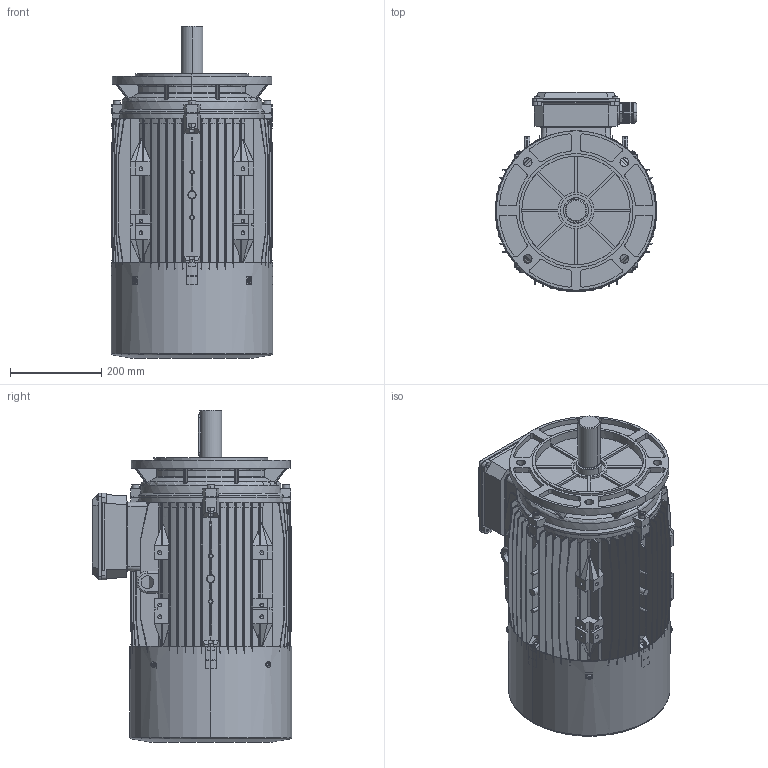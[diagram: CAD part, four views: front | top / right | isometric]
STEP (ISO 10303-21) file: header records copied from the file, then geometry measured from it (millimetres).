
FILE_DESCRIPTION (( 'STEP AP203' ), '1' );
FILE_NAME ('MS180 B5蚾饜芞.STEP', '2015-01-09T05:34:56', ( 'USER' ), ( 'MS' ), 'SwSTEP 2.0', 'SolidWorks 2008', '' );
FILE_SCHEMA (( 'CONFIG_CONTROL_DESIGN' ));
Products named in the file (13): 180风罩_默认; 180后盖_默认; Cross recessed thread forming screws GB_GB_CROSS_SCREWS_TYPE138 M6X12-N; Hexagon socket head cap screws GB_GB_FASTENER_SCREWS_HSHCS M10X55-N; MS180 B5蚾饜芞; 180机壳_默认; 180转轴_默认; 180风叶_默认; MS180-200 新接线盒座_默认; MS180-200 新接线盒盖_默认; 180出线螺杆_默认; 180 B5盖_默认; Hexagon nuts grade C GB_GB_FASTENER_NUT_SNC1 M10-N
Assembly tree (34 placements, depth 2):
  MS180 B5蚾饜芞
    Hexagon nuts grade C GB_GB_FASTENER_NUT_SNC1 M10-N  x8
    Cross recessed thread forming screws GB_GB_CROSS_SCREWS_TYPE138 M6X12-N  x8
    MS180-200 新接线盒盖_默认
    Hexagon socket head cap screws GB_GB_FASTENER_SCREWS_HSHCS M10X55-N  x8
    180机壳_默认
    180 B5盖_默认
    180转轴_默认
    180风叶_默认
    180风罩_默认
    MS180-200 新接线盒座_默认
    180出线螺杆_默认  x2
    180后盖_默认
Bounding box: 355 x 437.5 x 729 mm (x, y, z)
Volume: 9695470.4 mm3; surface area: 3362290 mm2
Topology: 34 solids, 34 shells, 5184 faces, 13961 edges, 8908 vertices
Faces by surface type: plane 3105, cylinder 888, bspline 500, cone 406, torus 269, sphere 16
Entity records: 166595 total; most frequent: CARTESIAN_POINT 51391, ORIENTED_EDGE 24838, DIRECTION 21134, EDGE_CURVE 12419, LINE 8150, VECTOR 8150, VERTEX_POINT 7963, AXIS2_PLACEMENT_3D 6492
